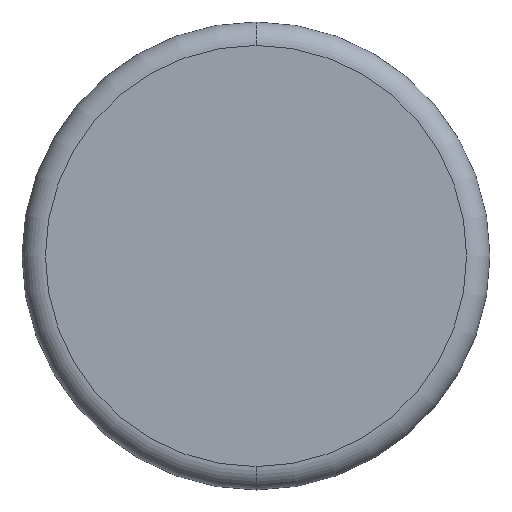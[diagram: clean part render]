
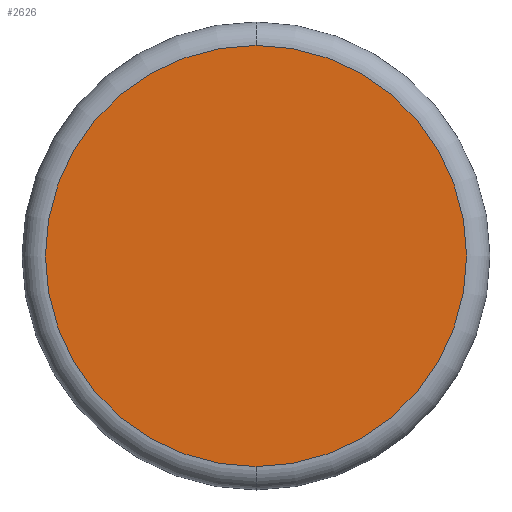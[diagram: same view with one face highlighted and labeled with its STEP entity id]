
A CAD part, front view. The second image highlights one B-rep face of the part: STEP entity #2626.
In plain terms, the highlighted planar face has unit normal (0, -1, 0).
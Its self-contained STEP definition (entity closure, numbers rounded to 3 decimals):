
#36 = EDGE_CURVE ( 'NONE', #2651, #2017, #1796, .T. ) ;
#123 = CARTESIAN_POINT ( 'NONE',  ( 0., 0., 9. ) ) ;
#328 = PLANE ( 'NONE',  #445 ) ;
#357 = AXIS2_PLACEMENT_3D ( 'NONE', #958, #2471, #2318 ) ;
#445 = AXIS2_PLACEMENT_3D ( 'NONE', #1689, #1484, #1907 ) ;
#958 = CARTESIAN_POINT ( 'NONE',  ( 0., 0., 0. ) ) ;
#1060 = AXIS2_PLACEMENT_3D ( 'NONE', #2889, #1159, #2268 ) ;
#1159 = DIRECTION ( 'NONE',  ( 0., -1., 0. ) ) ;
#1267 = CARTESIAN_POINT ( 'NONE',  ( 0., 0., -9. ) ) ;
#1484 = DIRECTION ( 'NONE',  ( 0., -1., 0. ) ) ;
#1689 = CARTESIAN_POINT ( 'NONE',  ( 0., 0., 0. ) ) ;
#1745 = ORIENTED_EDGE ( 'NONE', *, *, #36, .T. ) ;
#1796 = CIRCLE ( 'NONE', #357, 9. ) ;
#1907 = DIRECTION ( 'NONE',  ( 0., 0., -1. ) ) ;
#2017 = VERTEX_POINT ( 'NONE', #1267 ) ;
#2268 = DIRECTION ( 'NONE',  ( 0., 0., -1. ) ) ;
#2310 = ORIENTED_EDGE ( 'NONE', *, *, #2829, .T. ) ;
#2318 = DIRECTION ( 'NONE',  ( 0., 0., -1. ) ) ;
#2323 = FACE_OUTER_BOUND ( 'NONE', #2346, .T. ) ;
#2346 = EDGE_LOOP ( 'NONE', ( #2310, #1745 ) ) ;
#2471 = DIRECTION ( 'NONE',  ( 0., -1., 0. ) ) ;
#2626 = ADVANCED_FACE ( 'NONE', ( #2323 ), #328, .T. ) ;
#2651 = VERTEX_POINT ( 'NONE', #123 ) ;
#2688 = CIRCLE ( 'NONE', #1060, 9. ) ;
#2829 = EDGE_CURVE ( 'NONE', #2017, #2651, #2688, .T. ) ;
#2889 = CARTESIAN_POINT ( 'NONE',  ( 0., 0., 0. ) ) ;
